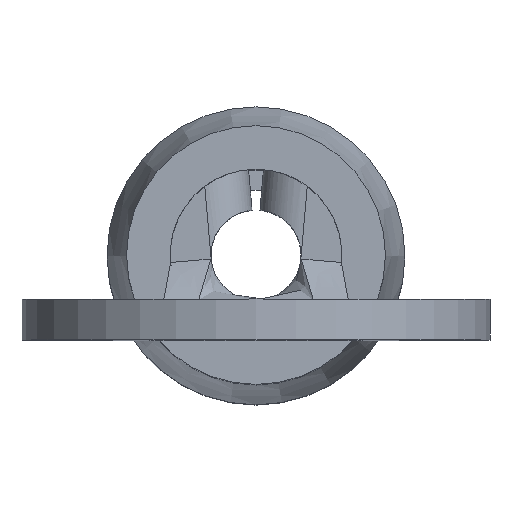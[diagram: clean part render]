
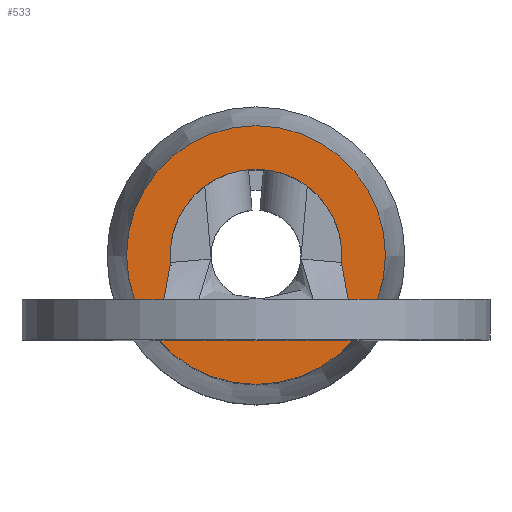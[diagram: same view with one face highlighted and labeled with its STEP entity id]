
A CAD part, top view. The second image highlights one B-rep face of the part: STEP entity #533.
In plain terms, the highlighted planar face has unit normal (0, 0, 1).
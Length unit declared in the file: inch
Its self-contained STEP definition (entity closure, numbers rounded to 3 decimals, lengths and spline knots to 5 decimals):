
#22=FACE_BOUND($,#93,.T.);
#60=FACE_OUTER_BOUND($,#92,.T.);
#92=EDGE_LOOP($,(#356));
#93=EDGE_LOOP($,(#357,#358));
#134=CIRCLE($,#570,0.059);
#135=CIRCLE($,#572,0.089);
#136=CIRCLE($,#573,0.059);
#231=VERTEX_POINT($,#785);
#232=VERTEX_POINT($,#794);
#234=VERTEX_POINT($,#807);
#280=EDGE_CURVE($,#232,#231,#134,.T.);
#283=EDGE_CURVE($,#234,#234,#135,.T.);
#284=EDGE_CURVE($,#232,#231,#136,.T.);
#356=ORIENTED_EDGE($,*,*,#283,.F.);
#357=ORIENTED_EDGE($,*,*,#284,.F.);
#358=ORIENTED_EDGE($,*,*,#280,.T.);
#489=PLANE($,#571);
#533=ADVANCED_FACE($,(#60,#22),#489,.T.);
#570=AXIS2_PLACEMENT_3D($,#795,#627,#628);
#571=AXIS2_PLACEMENT_3D($,#806,#630,#631);
#572=AXIS2_PLACEMENT_3D($,#808,#632,#633);
#573=AXIS2_PLACEMENT_3D($,#809,#634,#635);
#627=DIRECTION('center_axis',(0.,0.,-1.));
#628=DIRECTION('ref_axis',(-1.,0.,0.));
#630=DIRECTION('center_axis',(0.,0.,1.));
#631=DIRECTION('ref_axis',(1.,0.,0.));
#632=DIRECTION('center_axis',(0.,0.,-1.));
#633=DIRECTION('ref_axis',(-1.,0.,0.));
#634=DIRECTION('center_axis',(0.,0.,1.));
#635=DIRECTION('ref_axis',(-0.087,0.996,0.));
#785=CARTESIAN_POINT('',(0.01906,0.11484,-0.275));
#794=CARTESIAN_POINT('',(-0.01906,0.11484,-0.275));
#795=CARTESIAN_POINT('Origin',(0.,0.059,-0.275));
#806=CARTESIAN_POINT('Origin',(-0.074,0.059,-0.275));
#807=CARTESIAN_POINT('',(-0.089,0.059,-0.275));
#808=CARTESIAN_POINT('Origin',(0.,0.059,-0.275));
#809=CARTESIAN_POINT('Origin',(0.,0.059,-0.275));
